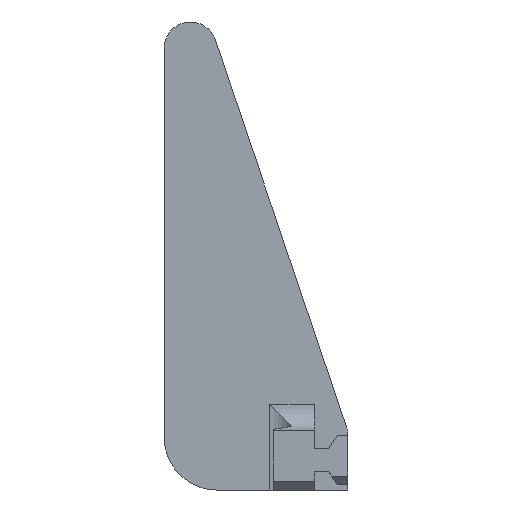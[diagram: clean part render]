
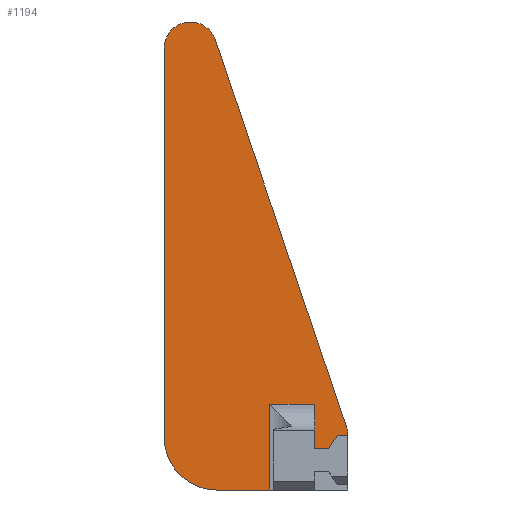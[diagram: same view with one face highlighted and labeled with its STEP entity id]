
A CAD part, front view. The second image highlights one B-rep face of the part: STEP entity #1194.
In plain terms, the highlighted planar face has unit normal (0, -1, 0).
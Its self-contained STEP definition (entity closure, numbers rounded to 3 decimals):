
#17=CIRCLE('',#1278,3.);
#18=CIRCLE('',#1279,3.);
#19=CIRCLE('',#1280,6.);
#37=FACE_OUTER_BOUND('',#95,.T.);
#95=EDGE_LOOP('',(#780,#781,#782,#783,#784,#785,#786,#787,#788,#789,#790,
#791,#792));
#170=LINE('',#1686,#327);
#173=LINE('',#1699,#330);
#174=LINE('',#1702,#331);
#175=LINE('',#1704,#332);
#176=LINE('',#1706,#333);
#177=LINE('',#1708,#334);
#178=LINE('',#1710,#335);
#179=LINE('',#1714,#336);
#180=LINE('',#1718,#337);
#181=LINE('',#1721,#338);
#327=VECTOR('',#1374,3.);
#330=VECTOR('',#1387,10.);
#331=VECTOR('',#1390,10.);
#332=VECTOR('',#1391,10.);
#333=VECTOR('',#1392,10.);
#334=VECTOR('',#1393,10.);
#335=VECTOR('',#1394,10.);
#336=VECTOR('',#1397,10.);
#337=VECTOR('',#1400,10.);
#338=VECTOR('',#1403,10.);
#480=VERTEX_POINT('',#1682);
#482=VERTEX_POINT('',#1685);
#487=VERTEX_POINT('',#1697);
#488=VERTEX_POINT('',#1701);
#489=VERTEX_POINT('',#1703);
#490=VERTEX_POINT('',#1705);
#491=VERTEX_POINT('',#1707);
#492=VERTEX_POINT('',#1709);
#493=VERTEX_POINT('',#1711);
#494=VERTEX_POINT('',#1713);
#495=VERTEX_POINT('',#1715);
#496=VERTEX_POINT('',#1717);
#497=VERTEX_POINT('',#1719);
#597=EDGE_CURVE('',#480,#482,#170,.T.);
#604=EDGE_CURVE('',#480,#487,#173,.T.);
#605=EDGE_CURVE('',#488,#487,#174,.T.);
#606=EDGE_CURVE('',#488,#489,#175,.T.);
#607=EDGE_CURVE('',#489,#490,#176,.T.);
#608=EDGE_CURVE('',#490,#491,#177,.T.);
#609=EDGE_CURVE('',#492,#491,#178,.T.);
#610=EDGE_CURVE('',#493,#492,#17,.T.);
#611=EDGE_CURVE('',#493,#494,#179,.T.);
#612=EDGE_CURVE('',#495,#494,#18,.T.);
#613=EDGE_CURVE('',#496,#495,#180,.T.);
#614=EDGE_CURVE('',#497,#496,#19,.T.);
#615=EDGE_CURVE('',#482,#497,#181,.T.);
#780=ORIENTED_EDGE('',*,*,#604,.T.);
#781=ORIENTED_EDGE('',*,*,#605,.F.);
#782=ORIENTED_EDGE('',*,*,#606,.T.);
#783=ORIENTED_EDGE('',*,*,#607,.T.);
#784=ORIENTED_EDGE('',*,*,#608,.T.);
#785=ORIENTED_EDGE('',*,*,#609,.F.);
#786=ORIENTED_EDGE('',*,*,#610,.F.);
#787=ORIENTED_EDGE('',*,*,#611,.T.);
#788=ORIENTED_EDGE('',*,*,#612,.F.);
#789=ORIENTED_EDGE('',*,*,#613,.F.);
#790=ORIENTED_EDGE('',*,*,#614,.F.);
#791=ORIENTED_EDGE('',*,*,#615,.F.);
#792=ORIENTED_EDGE('',*,*,#597,.F.);
#1081=PLANE('',#1277);
#1194=ADVANCED_FACE('',(#37),#1081,.F.);
#1277=AXIS2_PLACEMENT_3D('',#1700,#1388,#1389);
#1278=AXIS2_PLACEMENT_3D('',#1712,#1395,#1396);
#1279=AXIS2_PLACEMENT_3D('',#1716,#1398,#1399);
#1280=AXIS2_PLACEMENT_3D('',#1720,#1401,#1402);
#1374=DIRECTION('',(0.,0.,-1.));
#1387=DIRECTION('',(1.,0.,0.));
#1388=DIRECTION('center_axis',(0.,1.,0.));
#1389=DIRECTION('ref_axis',(0.,0.,1.));
#1390=DIRECTION('',(0.,0.,1.));
#1391=DIRECTION('',(1.,0.,0.));
#1392=DIRECTION('',(0.555,0.,0.832));
#1393=DIRECTION('',(1.,0.,0.));
#1394=DIRECTION('',(0.,0.,-1.));
#1395=DIRECTION('center_axis',(0.,1.,0.));
#1396=DIRECTION('ref_axis',(0.987,0.,0.163));
#1397=DIRECTION('',(-0.321,0.,0.947));
#1398=DIRECTION('center_axis',(0.,1.,0.));
#1399=DIRECTION('ref_axis',(-1.,0.,0.));
#1400=DIRECTION('',(0.,0.,1.));
#1401=DIRECTION('center_axis',(0.,1.,0.));
#1402=DIRECTION('ref_axis',(-0.707,0.,-0.707));
#1403=DIRECTION('',(-1.,0.,0.));
#1682=CARTESIAN_POINT('',(-0.436,40.046,9.8));
#1685=CARTESIAN_POINT('',(-0.436,40.046,0.));
#1686=CARTESIAN_POINT('',(-0.436,40.046,0.));
#1697=CARTESIAN_POINT('',(4.707,40.046,9.8));
#1699=CARTESIAN_POINT('',(0.18,40.046,9.8));
#1700=CARTESIAN_POINT('Origin',(-1.993,40.046,27.));
#1701=CARTESIAN_POINT('',(4.707,40.046,4.7));
#1702=CARTESIAN_POINT('',(4.707,40.046,2.4));
#1703=CARTESIAN_POINT('',(6.314,40.046,4.7));
#1704=CARTESIAN_POINT('',(5.657,40.046,4.7));
#1705=CARTESIAN_POINT('',(7.314,40.046,6.2));
#1706=CARTESIAN_POINT('',(6.059,40.046,4.318));
#1707=CARTESIAN_POINT('',(8.507,40.046,6.2));
#1708=CARTESIAN_POINT('',(6.961,40.046,6.2));
#1709=CARTESIAN_POINT('',(8.507,40.046,6.305));
#1710=CARTESIAN_POINT('',(8.507,40.046,54.));
#1711=CARTESIAN_POINT('',(8.348,40.046,7.268));
#1712=CARTESIAN_POINT('Origin',(5.507,40.046,6.305));
#1713=CARTESIAN_POINT('',(-6.652,40.046,51.518));
#1714=CARTESIAN_POINT('',(4.895,40.046,17.455));
#1715=CARTESIAN_POINT('',(-12.493,40.046,50.555));
#1716=CARTESIAN_POINT('Origin',(-9.493,40.046,50.555));
#1717=CARTESIAN_POINT('',(-12.493,40.046,6.));
#1718=CARTESIAN_POINT('',(-12.493,40.046,0.));
#1719=CARTESIAN_POINT('',(-6.493,40.046,0.));
#1720=CARTESIAN_POINT('Origin',(-6.493,40.046,6.));
#1721=CARTESIAN_POINT('',(8.507,40.046,0.));
